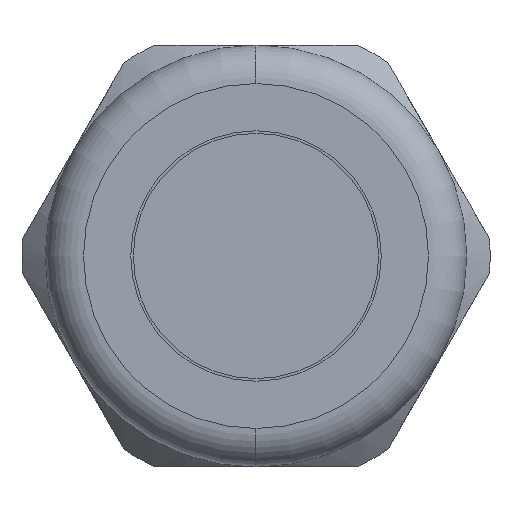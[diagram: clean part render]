
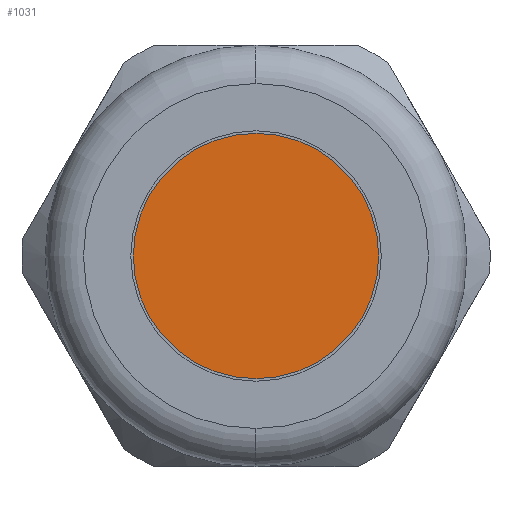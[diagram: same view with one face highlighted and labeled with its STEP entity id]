
A CAD part, left-side view. The second image highlights one B-rep face of the part: STEP entity #1031.
In plain terms, the highlighted planar face has unit normal (-1, 0, 0).
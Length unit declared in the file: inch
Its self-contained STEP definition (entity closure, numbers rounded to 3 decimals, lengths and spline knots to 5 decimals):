
#1031 = ADVANCED_FACE ( 'NONE', ( #4436 ), #4434, .T. ) ;
#1067 = ORIENTED_EDGE ( 'NONE', *, *, #1385, .T. ) ;
#1070 = ORIENTED_EDGE ( 'NONE', *, *, #1339, .T. ) ;
#1316 = EDGE_LOOP ( 'NONE', ( #1070, #1067 ) ) ;
#1339 = EDGE_CURVE ( 'NONE', #1387, #1386, #5026, .T. ) ;
#1385 = EDGE_CURVE ( 'NONE', #1386, #1387, #5128, .T. ) ;
#1386 = VERTEX_POINT ( 'NONE', #5123 ) ;
#1387 = VERTEX_POINT ( 'NONE', #5122 ) ;
#4430 = DIRECTION ( 'NONE',  ( 0., 0., 1. ) ) ;
#4431 = DIRECTION ( 'NONE',  ( -1., 0., 0. ) ) ;
#4432 = CARTESIAN_POINT ( 'NONE',  ( -1.7, 0., 0. ) ) ;
#4433 = AXIS2_PLACEMENT_3D ( 'NONE', #4432, #4431, #4430 ) ;
#4434 = PLANE ( 'NONE',  #4433 ) ;
#4436 = FACE_OUTER_BOUND ( 'NONE', #1316, .T. ) ;
#5018 = DIRECTION ( 'NONE',  ( 0., 0., 1. ) ) ;
#5019 = DIRECTION ( 'NONE',  ( -1., 0., 0. ) ) ;
#5020 = CARTESIAN_POINT ( 'NONE',  ( -1.7, 0., 0. ) ) ;
#5021 = AXIS2_PLACEMENT_3D ( 'NONE', #5020, #5019, #5018 ) ;
#5026 = CIRCLE ( 'NONE', #5021, 0.48 ) ;
#5122 = CARTESIAN_POINT ( 'NONE',  ( -1.7, 0., 0.48 ) ) ;
#5123 = CARTESIAN_POINT ( 'NONE',  ( -1.7, 0., -0.48 ) ) ;
#5124 = DIRECTION ( 'NONE',  ( 0., 0., 1. ) ) ;
#5125 = DIRECTION ( 'NONE',  ( -1., 0., 0. ) ) ;
#5126 = CARTESIAN_POINT ( 'NONE',  ( -1.7, 0., 0. ) ) ;
#5127 = AXIS2_PLACEMENT_3D ( 'NONE', #5126, #5125, #5124 ) ;
#5128 = CIRCLE ( 'NONE', #5127, 0.48 ) ;
